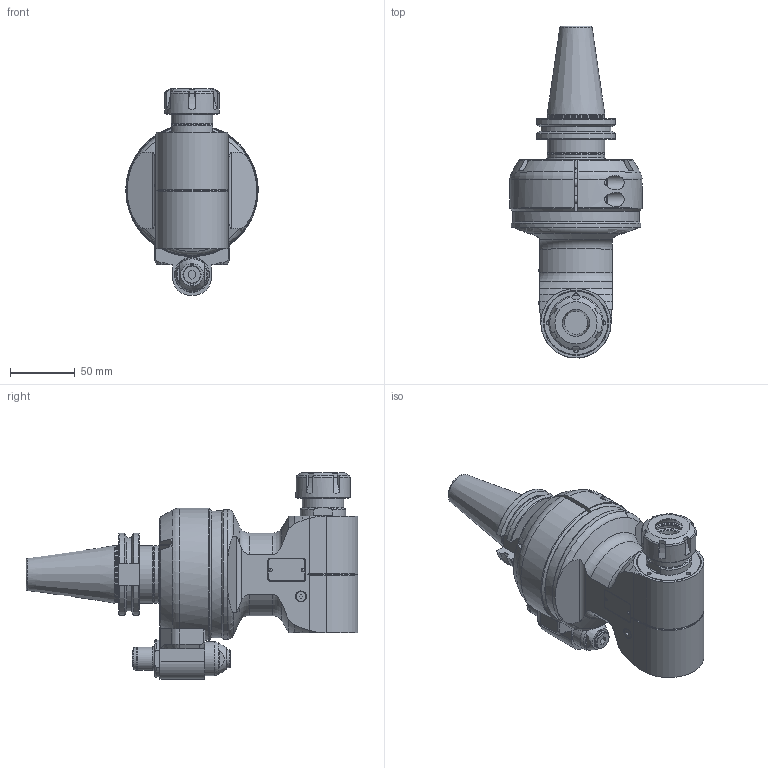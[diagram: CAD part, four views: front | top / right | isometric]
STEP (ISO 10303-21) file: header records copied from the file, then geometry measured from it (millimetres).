
FILE_DESCRIPTION(/* description */ (''),/* implementation_level */ '2;1');
FILE_NAME(/* name */ '9.F90.16S00-1C40.stp',/* time_stamp */ '2025-07-14T09:06:10-04:00',/* author */ ('jkrenzer'),/* organization */ (''),/* preprocessor_version */ 'ST-DEVELOPER v18.1',/* originating_system */ 'Autodesk Inventor 2022',/* authorisation */ '');
FILE_SCHEMA (('AUTOMOTIVE_DESIGN { 1 0 10303 214 3 1 1 }'));
Length unit declared in the file: millimetre
Products named in the file (3): 9.F90.16S00-1C40; 9_F90_16S00; 9_GA1_446_2 (EVO, Type 1, C40, 65mm, 35mm)
Assembly tree (2 placements, depth 2):
  9.F90.16S00-1C40
    9_F90_16S00
    9_GA1_446_2 (EVO, Type 1, C40, 65mm, 35mm)
Bounding box: 102 x 255.85 x 159.5 mm (x, y, z)
Volume: 988974.1 mm3; surface area: 142777.9 mm2
Topology: 4 solids, 5 shells, 645 faces, 1608 edges, 1039 vertices
Faces by surface type: plane 282, cylinder 169, cone 142, torus 46, sphere 4, bspline 2
Full cylindrical faces by diameter (mm): 2.5 x3, 2.6 x2, 3 x2, 3.2 x12, 3.3 x2, 4.2 x2, 5 x3, 6 x3, 6.5 x3, 7 x2, 8 x2, 8.5 x1, 8.821 x1, 9 x1, 9.2 x1, 9.525 x1, 10 x4, 10.4 x2, 11 x2, 12 x3, 12.5 x2, 12.8 x1, 13 x1, 13.376 x1, 14 x1, 16.281 x1, 16.8 x1, 18 x3, 19 x1, 21 x1
Entity records: 22787 total; most frequent: CARTESIAN_POINT 7095, DIRECTION 3265, ORIENTED_EDGE 3182, EDGE_CURVE 1591, AXIS2_PLACEMENT_3D 1288, VERTEX_POINT 1039, EDGE_LOOP 742, LINE 689
